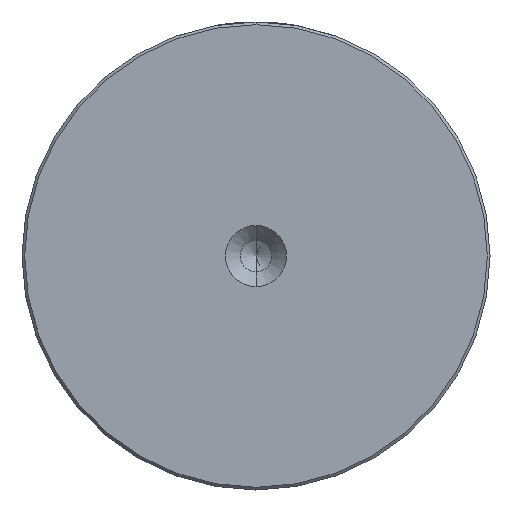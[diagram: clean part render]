
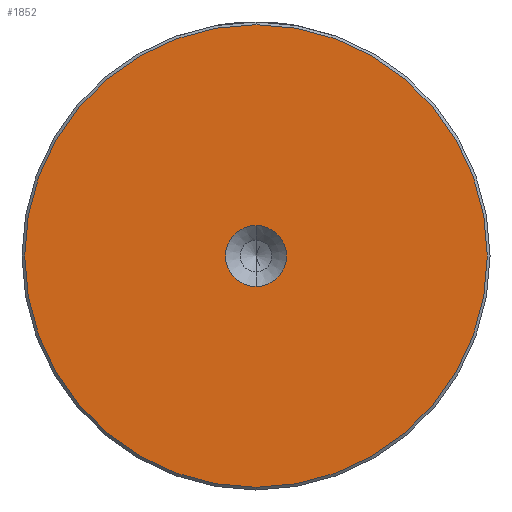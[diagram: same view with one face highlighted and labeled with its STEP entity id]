
A CAD part, left-side view. The second image highlights one B-rep face of the part: STEP entity #1852.
In plain terms, the highlighted planar face has unit normal (-1, 0, 0).
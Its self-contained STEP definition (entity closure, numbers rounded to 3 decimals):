
#146 = EDGE_CURVE ( 'NONE', #2099, #1146, #2385, .T. ) ;
#244 = CARTESIAN_POINT ( 'NONE',  ( 0., 0., 42.5 ) ) ;
#324 = AXIS2_PLACEMENT_3D ( 'NONE', #1868, #619, #2075 ) ;
#362 = CARTESIAN_POINT ( 'NONE',  ( 0., 0., -42.5 ) ) ;
#431 = VERTEX_POINT ( 'NONE', #1632 ) ;
#491 = CIRCLE ( 'NONE', #1553, 5.6 ) ;
#604 = EDGE_CURVE ( 'NONE', #431, #1966, #491, .T. ) ;
#619 = DIRECTION ( 'NONE',  ( -1., 0., 0. ) ) ;
#753 = CARTESIAN_POINT ( 'NONE',  ( 0., 0., 0. ) ) ;
#766 = CARTESIAN_POINT ( 'NONE',  ( 0., 0., 0. ) ) ;
#884 = AXIS2_PLACEMENT_3D ( 'NONE', #753, #1159, #2608 ) ;
#951 = AXIS2_PLACEMENT_3D ( 'NONE', #766, #2205, #971 ) ;
#971 = DIRECTION ( 'NONE',  ( 0., 0., 1. ) ) ;
#1089 = ORIENTED_EDGE ( 'NONE', *, *, #604, .F. ) ;
#1140 = CIRCLE ( 'NONE', #324, 42.5 ) ;
#1146 = VERTEX_POINT ( 'NONE', #244 ) ;
#1159 = DIRECTION ( 'NONE',  ( -1., 0., 0. ) ) ;
#1395 = FACE_BOUND ( 'NONE', #1987, .T. ) ;
#1425 = EDGE_CURVE ( 'NONE', #1966, #431, #1903, .T. ) ;
#1486 = ORIENTED_EDGE ( 'NONE', *, *, #1570, .T. ) ;
#1553 = AXIS2_PLACEMENT_3D ( 'NONE', #2621, #2467, #2453 ) ;
#1570 = EDGE_CURVE ( 'NONE', #1146, #2099, #1140, .T. ) ;
#1632 = CARTESIAN_POINT ( 'NONE',  ( 0., 0., -5.6 ) ) ;
#1665 = FACE_OUTER_BOUND ( 'NONE', #2339, .T. ) ;
#1774 = PLANE ( 'NONE',  #884 ) ;
#1852 = ADVANCED_FACE ( 'NONE', ( #1665, #1395 ), #1774, .T. ) ;
#1854 = DIRECTION ( 'NONE',  ( 0., 0., 1. ) ) ;
#1867 = DIRECTION ( 'NONE',  ( -1., 0., 0. ) ) ;
#1868 = CARTESIAN_POINT ( 'NONE',  ( 0., 0., 0. ) ) ;
#1871 = ORIENTED_EDGE ( 'NONE', *, *, #1425, .F. ) ;
#1886 = CARTESIAN_POINT ( 'NONE',  ( 0., 0., 0. ) ) ;
#1903 = CIRCLE ( 'NONE', #951, 5.6 ) ;
#1966 = VERTEX_POINT ( 'NONE', #2641 ) ;
#1987 = EDGE_LOOP ( 'NONE', ( #1871, #1089 ) ) ;
#2075 = DIRECTION ( 'NONE',  ( 0., 0., 1. ) ) ;
#2090 = AXIS2_PLACEMENT_3D ( 'NONE', #1886, #1867, #1854 ) ;
#2099 = VERTEX_POINT ( 'NONE', #362 ) ;
#2192 = ORIENTED_EDGE ( 'NONE', *, *, #146, .T. ) ;
#2205 = DIRECTION ( 'NONE',  ( -1., 0., 0. ) ) ;
#2339 = EDGE_LOOP ( 'NONE', ( #2192, #1486 ) ) ;
#2385 = CIRCLE ( 'NONE', #2090, 42.5 ) ;
#2453 = DIRECTION ( 'NONE',  ( 0., 0., 1. ) ) ;
#2467 = DIRECTION ( 'NONE',  ( -1., 0., 0. ) ) ;
#2608 = DIRECTION ( 'NONE',  ( 0., 0., 1. ) ) ;
#2621 = CARTESIAN_POINT ( 'NONE',  ( 0., 0., 0. ) ) ;
#2641 = CARTESIAN_POINT ( 'NONE',  ( 0., 0., 5.6 ) ) ;
